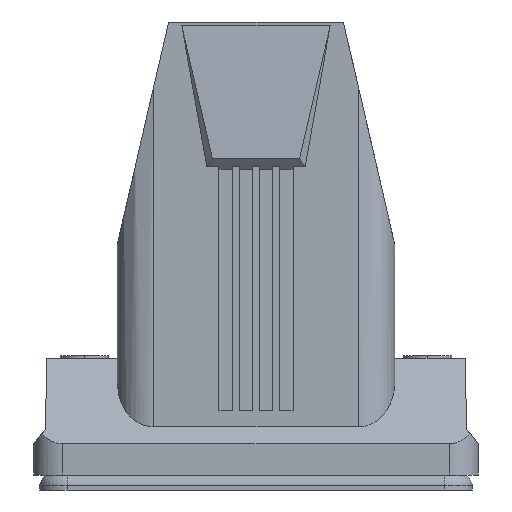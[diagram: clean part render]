
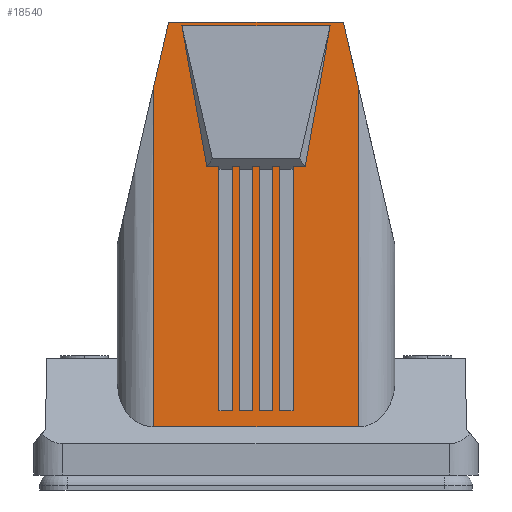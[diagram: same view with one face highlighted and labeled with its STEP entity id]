
A CAD part, left-side view. The second image highlights one B-rep face of the part: STEP entity #18540.
In plain terms, the highlighted face is planar.
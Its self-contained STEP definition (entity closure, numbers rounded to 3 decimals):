
#100=CARTESIAN_POINT('',(11.286,89.524,
96.4));
#110=VERTEX_POINT('',#100);
#280=CARTESIAN_POINT('',(-24.859,89.524,
96.4));
#290=VERTEX_POINT('',#280);
#320=CARTESIAN_POINT('',(-6.786,89.524,
96.4));
#330=DIRECTION('',(-1.,0.,0.));
#340=VECTOR('',#330,1.);
#350=LINE('',#320,#340);
#360=EDGE_CURVE('',#110,#290,#350,.T.);
#580=CARTESIAN_POINT('',(14.414,89.761,
82.854));
#590=VERTEX_POINT('',#580);
#1160=CARTESIAN_POINT('',(32.919,91.16,
2.7));
#1170=DIRECTION('',(0.225,0.017,
-0.974));
#1180=VECTOR('',#1170,1.);
#1190=LINE('',#1160,#1180);
#1200=EDGE_CURVE('',#110,#590,#1190,.T.);
#6110=CARTESIAN_POINT('',(-11.736,90.046,
66.509));
#6120=VERTEX_POINT('',#6110);
#6270=CARTESIAN_POINT('',(-11.736,90.928,
15.979));
#6280=VERTEX_POINT('',#6270);
#6310=CARTESIAN_POINT('',(-11.736,91.16,
2.7));
#6320=DIRECTION('',(0.,0.017,-1.));
#6330=VECTOR('',#6320,1.);
#6340=LINE('',#6310,#6330);
#6350=EDGE_CURVE('',#6120,#6280,#6340,.T.);
#6660=CARTESIAN_POINT('',(-10.236,90.046,
66.509));
#6670=VERTEX_POINT('',#6660);
#6700=CARTESIAN_POINT('',(-10.236,91.16,
2.7));
#6710=DIRECTION('',(0.,-0.017,1.));
#6720=VECTOR('',#6710,1.);
#6730=LINE('',#6700,#6720);
#6740=CARTESIAN_POINT('',(-10.236,90.928,
15.979));
#6750=VERTEX_POINT('',#6740);
#6760=EDGE_CURVE('',#6750,#6670,#6730,.T.);
#7130=CARTESIAN_POINT('',(-1.836,90.046,
66.509));
#7140=VERTEX_POINT('',#7130);
#7170=CARTESIAN_POINT('',(-1.836,91.16,
2.7));
#7180=DIRECTION('',(0.,-0.017,1.));
#7190=VECTOR('',#7180,1.);
#7200=LINE('',#7170,#7190);
#7210=CARTESIAN_POINT('',(-1.836,90.928,
15.979));
#7220=VERTEX_POINT('',#7210);
#7230=EDGE_CURVE('',#7220,#7140,#7200,.T.);
#11260=CARTESIAN_POINT('',(-3.336,90.046,
66.509));
#11270=VERTEX_POINT('',#11260);
#11420=CARTESIAN_POINT('',(-3.336,90.928,
15.979));
#11430=VERTEX_POINT('',#11420);
#11460=CARTESIAN_POINT('',(-3.336,91.16,
2.7));
#11470=DIRECTION('',(0.,0.017,-1.));
#11480=VECTOR('',#11470,1.);
#11490=LINE('',#11460,#11480);
#11500=EDGE_CURVE('',#11270,#11430,#11490,.T.);
#12440=CARTESIAN_POINT('',(-14.441,90.928,
15.979));
#12450=VERTEX_POINT('',#12440);
#12480=CARTESIAN_POINT('',(-6.786,90.928,
15.979));
#12490=DIRECTION('',(-1.,0.,0.));
#12500=VECTOR('',#12490,1.);
#12510=LINE('',#12480,#12500);
#12520=EDGE_CURVE('',#6280,#12450,#12510,.T.);
#13360=CARTESIAN_POINT('',(-27.986,89.761,
82.854));
#13370=VERTEX_POINT('',#13360);
#13400=CARTESIAN_POINT('',(-46.492,91.16,
2.7));
#13410=DIRECTION('',(0.225,-0.017,
0.974));
#13420=VECTOR('',#13410,1.);
#13430=LINE('',#13400,#13420);
#13440=EDGE_CURVE('',#13370,#290,#13430,.T.);
#17190=CARTESIAN_POINT('',(-98.836,90.949,
14.786));
#17200=DIRECTION('',(0.,-1.,
-0.017));
#17210=DIRECTION('',(0.,-0.017,
1.));
#17220=AXIS2_PLACEMENT_3D('',#17190,#17200,#17210);
#17230=PLANE('',#17220);
#17240=CARTESIAN_POINT('',(-6.786,90.046,
66.509));
#17250=DIRECTION('',(-1.,0.,0.));
#17260=VECTOR('',#17250,1.);
#17270=LINE('',#17240,#17260);
#17280=CARTESIAN_POINT('',(3.393,90.046,
66.509));
#17290=VERTEX_POINT('',#17280);
#17300=CARTESIAN_POINT('',(0.868,90.046,
66.509));
#17310=VERTEX_POINT('',#17300);
#17320=EDGE_CURVE('',#17290,#17310,#17270,.T.);
#17330=ORIENTED_EDGE('',*,*,#17320,.F.);
#17340=CARTESIAN_POINT('',(0.868,91.16,
2.7));
#17350=DIRECTION('',(0.,0.017,-1.));
#17360=VECTOR('',#17350,1.);
#17370=LINE('',#17340,#17360);
#17380=CARTESIAN_POINT('',(0.868,90.928,
15.979));
#17390=VERTEX_POINT('',#17380);
#17400=EDGE_CURVE('',#17310,#17390,#17370,.T.);
#17410=ORIENTED_EDGE('',*,*,#17400,.F.);
#17420=CARTESIAN_POINT('',(-6.786,90.928,
15.979));
#17430=DIRECTION('',(-1.,0.,0.));
#17440=VECTOR('',#17430,1.);
#17450=LINE('',#17420,#17440);
#17460=EDGE_CURVE('',#17390,#7220,#17450,.T.);
#17470=ORIENTED_EDGE('',*,*,#17460,.F.);
#17480=ORIENTED_EDGE('',*,*,#7230,.F.);
#17490=EDGE_CURVE('',#7140,#11270,#17270,.T.);
#17500=ORIENTED_EDGE('',*,*,#17490,.F.);
#17510=ORIENTED_EDGE('',*,*,#11500,.F.);
#17520=CARTESIAN_POINT('',(-6.786,90.928,
15.979));
#17530=DIRECTION('',(-1.,0.,0.));
#17540=VECTOR('',#17530,1.);
#17550=LINE('',#17520,#17540);
#17560=CARTESIAN_POINT('',(-6.036,90.928,
15.979));
#17570=VERTEX_POINT('',#17560);
#17580=EDGE_CURVE('',#11430,#17570,#17550,.T.);
#17590=ORIENTED_EDGE('',*,*,#17580,.F.);
#17600=CARTESIAN_POINT('',(-6.036,91.16,
2.7));
#17610=DIRECTION('',(0.,-0.017,1.));
#17620=VECTOR('',#17610,1.);
#17630=LINE('',#17600,#17620);
#17640=CARTESIAN_POINT('',(-6.036,90.046,
66.509));
#17650=VERTEX_POINT('',#17640);
#17660=EDGE_CURVE('',#17570,#17650,#17630,.T.);
#17670=ORIENTED_EDGE('',*,*,#17660,.F.);
#17680=CARTESIAN_POINT('',(-7.536,90.046,
66.509));
#17690=VERTEX_POINT('',#17680);
#17700=EDGE_CURVE('',#17650,#17690,#17270,.T.);
#17710=ORIENTED_EDGE('',*,*,#17700,.F.);
#17720=CARTESIAN_POINT('',(-7.536,91.16,
2.7));
#17730=DIRECTION('',(0.,0.017,-1.));
#17740=VECTOR('',#17730,1.);
#17750=LINE('',#17720,#17740);
#17760=CARTESIAN_POINT('',(-7.536,90.928,
15.979));
#17770=VERTEX_POINT('',#17760);
#17780=EDGE_CURVE('',#17690,#17770,#17750,.T.);
#17790=ORIENTED_EDGE('',*,*,#17780,.F.);
#17800=CARTESIAN_POINT('',(-6.786,90.928,
15.979));
#17810=DIRECTION('',(-1.,0.,0.));
#17820=VECTOR('',#17810,1.);
#17830=LINE('',#17800,#17820);
#17840=EDGE_CURVE('',#17770,#6750,#17830,.T.);
#17850=ORIENTED_EDGE('',*,*,#17840,.F.);
#17860=ORIENTED_EDGE('',*,*,#6760,.F.);
#17870=EDGE_CURVE('',#6670,#6120,#17270,.T.);
#17880=ORIENTED_EDGE('',*,*,#17870,.F.);
#17890=ORIENTED_EDGE('',*,*,#6350,.F.);
#17900=ORIENTED_EDGE('',*,*,#12520,.F.);
#17910=CARTESIAN_POINT('',(-14.441,91.16,
2.7));
#17920=DIRECTION('',(0.,-0.017,1.));
#17930=VECTOR('',#17920,1.);
#17940=LINE('',#17910,#17930);
#17950=CARTESIAN_POINT('',(-14.441,90.046,
66.509));
#17960=VERTEX_POINT('',#17950);
#17970=EDGE_CURVE('',#12450,#17960,#17940,.T.);
#17980=ORIENTED_EDGE('',*,*,#17970,.F.);
#17990=CARTESIAN_POINT('',(-16.966,90.046,
66.509));
#18000=VERTEX_POINT('',#17990);
#18010=EDGE_CURVE('',#17960,#18000,#17270,.T.);
#18020=ORIENTED_EDGE('',*,*,#18010,.F.);
#18030=CARTESIAN_POINT('',(-5.641,91.16,
2.7));
#18040=DIRECTION('',(-0.175,-0.017,
0.984));
#18050=VECTOR('',#18040,1.);
#18060=LINE('',#18030,#18050);
#18070=CARTESIAN_POINT('',(-22.127,89.539,
95.588));
#18080=VERTEX_POINT('',#18070);
#18090=EDGE_CURVE('',#18000,#18080,#18060,.T.);
#18100=ORIENTED_EDGE('',*,*,#18090,.F.);
#18110=CARTESIAN_POINT('',(-6.786,89.539,
95.588));
#18120=DIRECTION('',(1.,0.,0.));
#18130=VECTOR('',#18120,1.);
#18140=LINE('',#18110,#18130);
#18150=CARTESIAN_POINT('',(8.554,89.539,
95.588));
#18160=VERTEX_POINT('',#18150);
#18170=EDGE_CURVE('',#18080,#18160,#18140,.T.);
#18180=ORIENTED_EDGE('',*,*,#18170,.F.);
#18190=CARTESIAN_POINT('',(-7.932,91.16,
2.7));
#18200=DIRECTION('',(0.175,-0.017,
0.984));
#18210=VECTOR('',#18200,1.);
#18220=LINE('',#18190,#18210);
#18230=EDGE_CURVE('',#17290,#18160,#18220,.T.);
#18240=ORIENTED_EDGE('',*,*,#18230,.T.);
#18250=EDGE_LOOP('',(#18240,#18180,#18100,#18020,#17980,#17900,#17890,
#17880,#17860,#17850,#17790,#17710,#17670,#17590,#17510,#17500,#17480,
#17470,#17410,#17330));
#18260=FACE_BOUND('',#18250,.T.);
#18270=ORIENTED_EDGE('',*,*,#360,.F.);
#18280=ORIENTED_EDGE('',*,*,#13440,.T.);
#18290=CARTESIAN_POINT('',(-27.986,91.158,
2.831));
#18300=DIRECTION('',(0.,0.017,-1.));
#18310=VECTOR('',#18300,1.);
#18320=LINE('',#18290,#18310);
#18330=CARTESIAN_POINT('',(-27.986,90.986,
12.664));
#18340=VERTEX_POINT('',#18330);
#18350=EDGE_CURVE('',#13370,#18340,#18320,.T.);
#18360=ORIENTED_EDGE('',*,*,#18350,.F.);
#18370=CARTESIAN_POINT('',(-6.786,90.986,
12.664));
#18380=DIRECTION('',(1.,0.,0.));
#18390=VECTOR('',#18380,1.);
#18400=LINE('',#18370,#18390);
#18410=CARTESIAN_POINT('',(14.414,90.986,
12.664));
#18420=VERTEX_POINT('',#18410);
#18430=EDGE_CURVE('',#18340,#18420,#18400,.T.);
#18440=ORIENTED_EDGE('',*,*,#18430,.F.);
#18450=CARTESIAN_POINT('',(14.414,91.158,
2.831));
#18460=DIRECTION('',(0.,-0.017,1.));
#18470=VECTOR('',#18460,1.);
#18480=LINE('',#18450,#18470);
#18490=EDGE_CURVE('',#18420,#590,#18480,.T.);
#18500=ORIENTED_EDGE('',*,*,#18490,.F.);
#18510=ORIENTED_EDGE('',*,*,#1200,.T.);
#18520=EDGE_LOOP('',(#18510,#18500,#18440,#18360,#18280,#18270));
#18530=FACE_OUTER_BOUND('',#18520,.T.);
#18540=ADVANCED_FACE('',(#18260,#18530),#17230,.F.);
